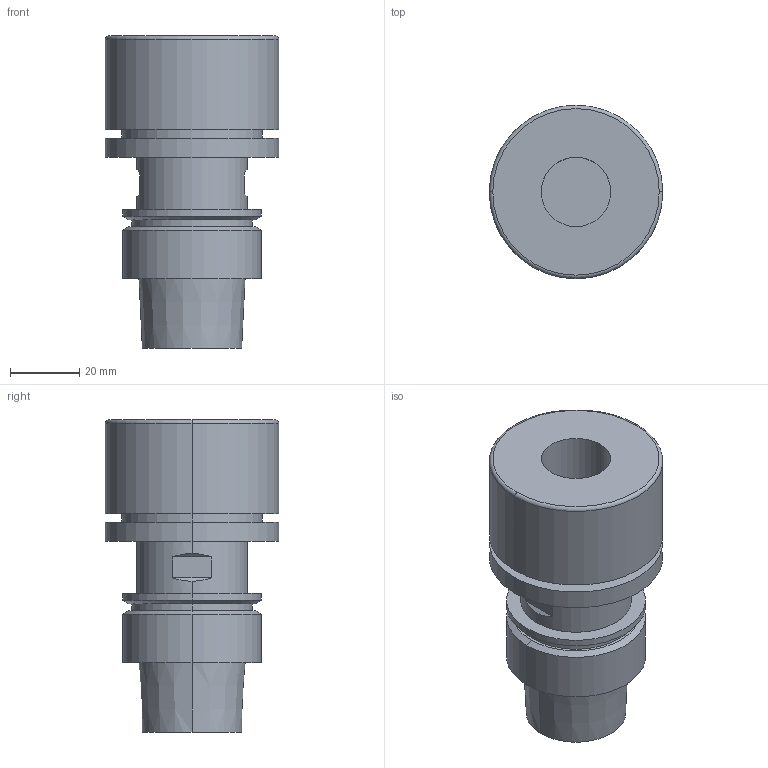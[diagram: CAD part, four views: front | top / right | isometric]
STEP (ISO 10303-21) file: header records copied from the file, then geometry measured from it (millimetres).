
FILE_DESCRIPTION (( 'STEP AP203' ), '1' );
FILE_NAME ('STP-5099-529-032-070-0.STEP', '2021-09-23T03:20:48', ( '' ), ( '' ), 'SwSTEP 2.0', 'SolidWorks 2017', '' );
FILE_SCHEMA (( 'CONFIG_CONTROL_DESIGN' ));
Length unit declared in the file: millimetre
Products named in the file (1): STP-5099-529-032-070-0
Bounding box: 50 x 50 x 90 mm (x, y, z)
Volume: 92284.5 mm3; surface area: 22711.7 mm2
Topology: 1 solids, 1 shells, 59 faces, 122 edges, 76 vertices
Faces by surface type: cylinder 26, plane 19, cone 10, torus 4
Entity records: 1653 total; most frequent: DIRECTION 302, CARTESIAN_POINT 282, ORIENTED_EDGE 244, AXIS2_PLACEMENT_3D 128, EDGE_CURVE 122, VERTEX_POINT 76, EDGE_LOOP 70, CIRCLE 68
